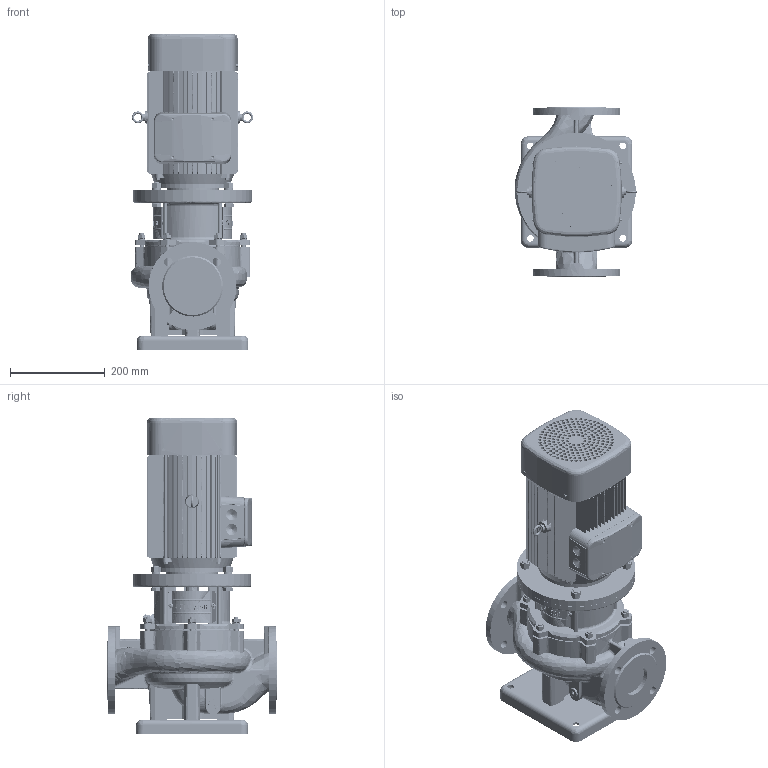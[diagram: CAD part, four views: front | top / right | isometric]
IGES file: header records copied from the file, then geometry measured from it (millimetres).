
Global section: file name: 015P2022 (RV 65-3002); native system: AutoCAD 2021 — Русский (Russian),62HAutod; preprocessor: esk Translation Framework DWG producer (atf_dwg_producer); organization: unknown; date: 20230328.210016; units: millimetre
Bounding box: 258.3 x 360 x 667.5 mm (x, y, z)
Volume: 9446602.1 mm3; surface area: 1675331.7 mm2
Topology: 54 solids, 55 shells, 4169 faces, 12189 edges, 8652 vertices
Faces by surface type: bspline 4059, revolution 110
